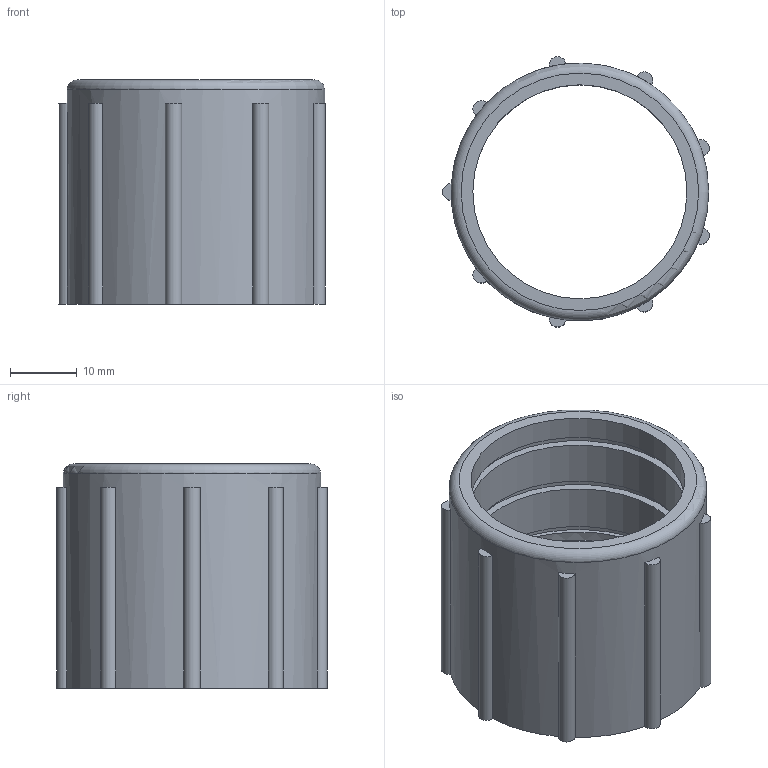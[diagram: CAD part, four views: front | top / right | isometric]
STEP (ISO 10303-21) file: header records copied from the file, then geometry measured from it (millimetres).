
FILE_DESCRIPTION(/* description */ (''),/* implementation_level */ '2;1');
FILE_NAME(/* name */ 'LS2400.stp',/* time_stamp */ '2014-11-14T12:40:07+01:00',/* author */ ('sh'),/* organization */ (''),/* preprocessor_version */ 'ST-DEVELOPER v15.2',/* originating_system */ 'Autodesk Inventor 2014',/* authorisation */ '');
FILE_SCHEMA (('AUTOMOTIVE_DESIGN { 1 0 10303 214 3 1 1 }'));
Length unit declared in the file: millimetre
Products named in the file (1): LS2400
Bounding box: 39.83 x 40.41 x 33.5 mm (x, y, z)
Volume: 10315.1 mm3; surface area: 9590.7 mm2
Topology: 1 solids, 1 shells, 38 faces, 89 edges, 59 vertices
Faces by surface type: plane 18, cylinder 17, bspline 2, torus 1
Full cylindrical faces by diameter (mm): 32 x3, 34.3 x2, 36 x1, 38.5 x1
Entity records: 2040 total; most frequent: CARTESIAN_POINT 1154, DIRECTION 199, ORIENTED_EDGE 156, AXIS2_PLACEMENT_3D 89, EDGE_CURVE 78, VERTEX_POINT 56, EDGE_LOOP 54, CIRCLE 52
